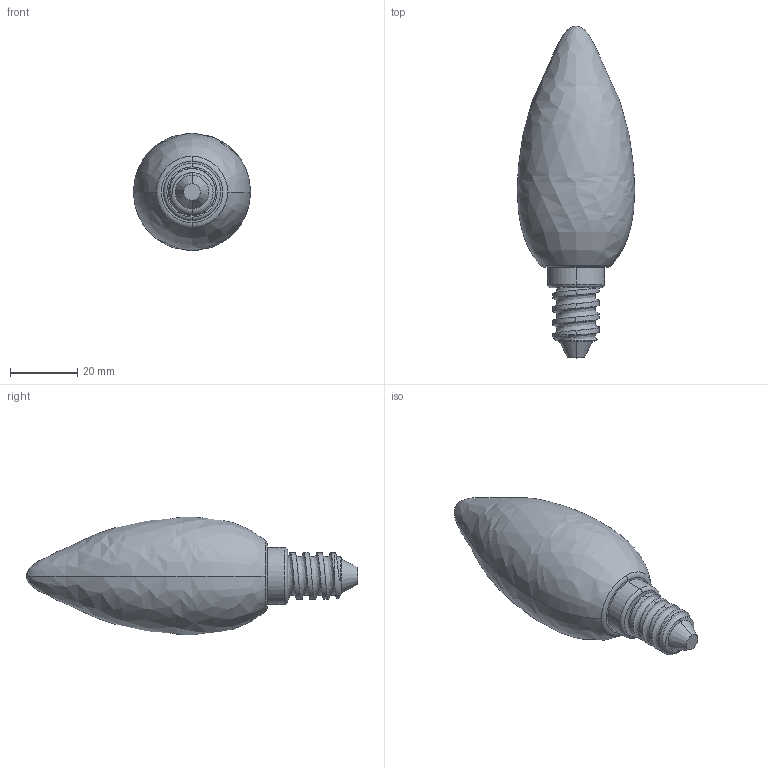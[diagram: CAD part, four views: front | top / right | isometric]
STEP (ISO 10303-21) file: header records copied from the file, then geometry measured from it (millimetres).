
FILE_DESCRIPTION (( 'STEP AP214' ), '1' );
FILE_NAME ('LLF-C35-5-230-30-E14-CL_Ëàìïà ñâåòîäèîäíàÿ C35 ñâå÷à ïðîçð. 5Âò 230Â 3000Ê E14 ñåðèÿ 360° IEK.STEP', '2018-06-28T08:08:54', ( '' ), ( '' ), 'SwSTEP 2.0', 'SolidWorks 2014', '' );
FILE_SCHEMA (( 'AUTOMOTIVE_DESIGN' ));
Length unit declared in the file: millimetre
Products named in the file (1): LLF-C35-5-230-30-E14-CL_Ëàìïà ñâåòîäèîäíàÿ C35 ñâå÷à ïðîçð. 5Âò 230Â 3000Ê E14 ñåðèÿ 360° IEK
Bounding box: 35.03 x 99 x 35.02 mm (x, y, z)
Volume: 48014.2 mm3; surface area: 7880 mm2
Topology: 1 solids, 1 shells, 26 faces, 64 edges, 40 vertices
Faces by surface type: cylinder 11, torus 7, bspline 3, plane 3, cone 2
Entity records: 2126 total; most frequent: CARTESIAN_POINT 1534, ORIENTED_EDGE 124, DIRECTION 114, EDGE_CURVE 62, AXIS2_PLACEMENT_3D 51, VERTEX_POINT 40, EDGE_LOOP 28, CIRCLE 27
